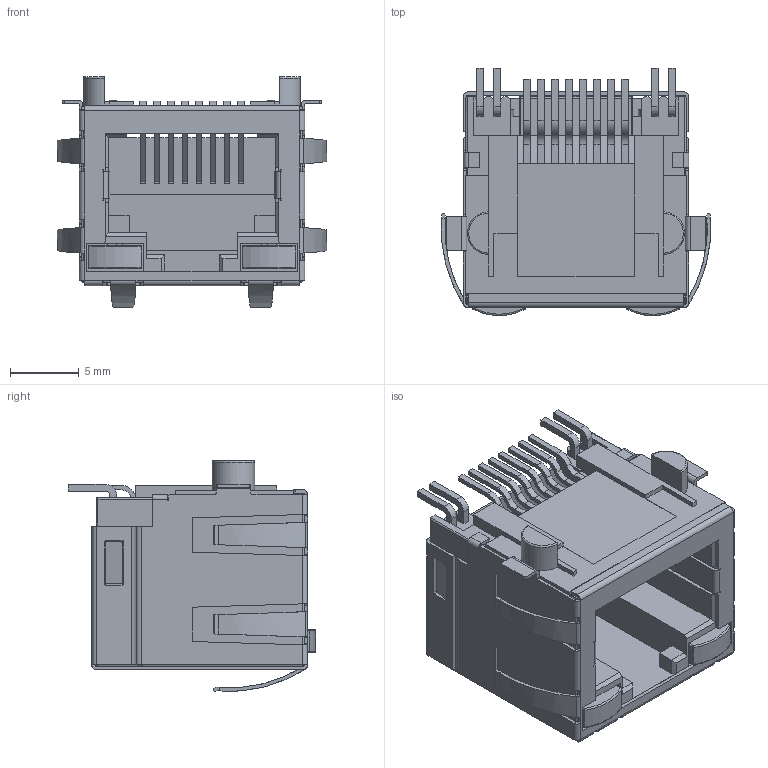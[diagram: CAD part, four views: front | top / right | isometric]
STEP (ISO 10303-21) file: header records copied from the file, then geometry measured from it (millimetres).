
FILE_DESCRIPTION(/* description */ ('Unknown'),/* implementation_level */ '2;1');
FILE_NAME(/* name */ '634008137521',/* time_stamp */ '2018-08-30T16:19:15+02:00',/* author */ ('Unknown'),/* organization */ ('Unknown'),/* preprocessor_version */ 'ST-DEVELOPER v16.7',/* originating_system */ 'DEX',/* authorisation */ $);
FILE_SCHEMA (('AUTOMOTIVE_DESIGN {1 0 10303 214 3 1 1}'));
Length unit declared in the file: millimetre
Products named in the file (7): 634008137521; 634008137521_Shielding; 634008137521_Housing; 634008137521_LED_green; 634008137521_Pins; 634008137521_Housing2; 634008137521_LED_yellow_mir
Assembly tree (6 placements, depth 2):
  634008137521
    634008137521_Shielding
    634008137521_Housing
    634008137521_LED_green
    634008137521_Pins
    634008137521_Housing2
    634008137521_LED_yellow_mir
Bounding box: 19.6 x 17.98 x 16.79 mm (x, y, z)
Volume: 1601.7 mm3; surface area: 5009 mm2
Topology: 13 solids, 13 shells, 1062 faces, 2978 edges, 1888 vertices
Faces by surface type: plane 641, cylinder 353, bspline 40, sphere 18, torus 10
Entity records: 35414 total; most frequent: CARTESIAN_POINT 6804, ORIENTED_EDGE 5920, DIRECTION 5500, EDGE_CURVE 2960, LINE 2230, VECTOR 2230, VERTEX_POINT 1888, AXIS2_PLACEMENT_3D 1635
